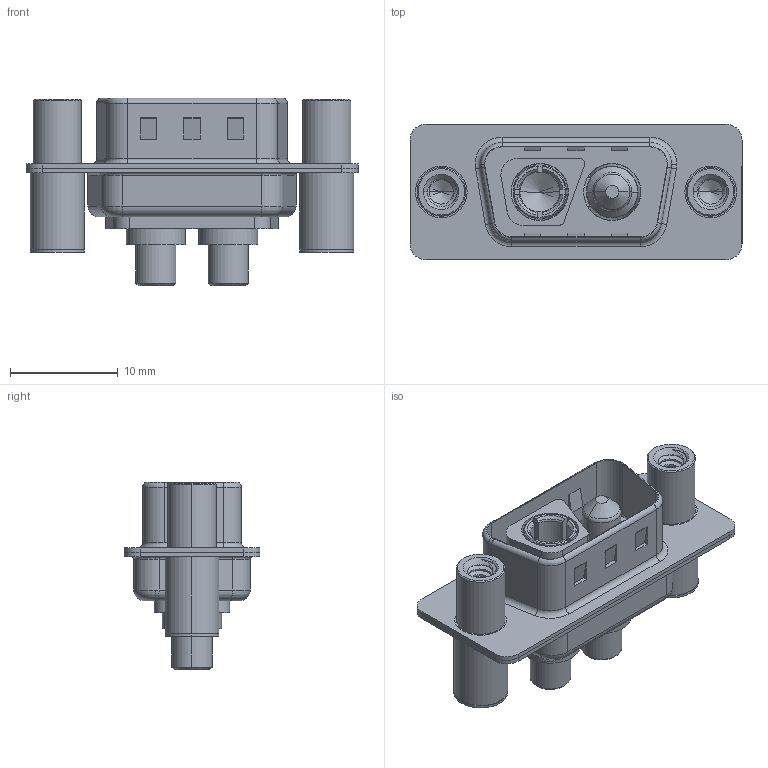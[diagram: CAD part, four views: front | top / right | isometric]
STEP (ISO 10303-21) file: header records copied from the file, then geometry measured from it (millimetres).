
FILE_DESCRIPTION (( 'STEP AP203' ), '1' );
FILE_NAME ('627-2WK2624-4N4.STEP', '2019-05-24T04:58:15', ( '' ), ( '' ), 'SwSTEP 2.0', 'SolidWorks 2016', '' );
FILE_SCHEMA (( 'CONFIG_CONTROL_DESIGN' ));
Length unit declared in the file: millimetre
Products named in the file (7): Power Socket_40A S; Power Pin_40A S; 627-2WK2624-4N4; 627Combo Housing_2WK2; 627Combo Shell Rear_09 Contacts; 627Combo Shell Front_09 Contacts; 627Combo Threaded Standoff and Board Spacer_4
Assembly tree (7 placements, depth 2):
  627-2WK2624-4N4
    627Combo Housing_2WK2
    627Combo Shell Rear_09 Contacts
    627Combo Shell Front_09 Contacts
    627Combo Threaded Standoff and Board Spacer_4  x2
    Power Socket_40A S
    Power Pin_40A S
Bounding box: 30.8 x 12.6 x 17.4 mm (x, y, z)
Volume: 1869.6 mm3; surface area: 4501.1 mm2
Topology: 9 solids, 9 shells, 515 faces, 1294 edges, 811 vertices
Faces by surface type: cylinder 228, plane 157, torus 60, cone 54, bspline 16
Entity records: 16067 total; most frequent: CARTESIAN_POINT 4819, DIRECTION 2263, ORIENTED_EDGE 2180, EDGE_CURVE 1090, AXIS2_PLACEMENT_3D 874, VERTEX_POINT 690, VECTOR 515, LINE 515
